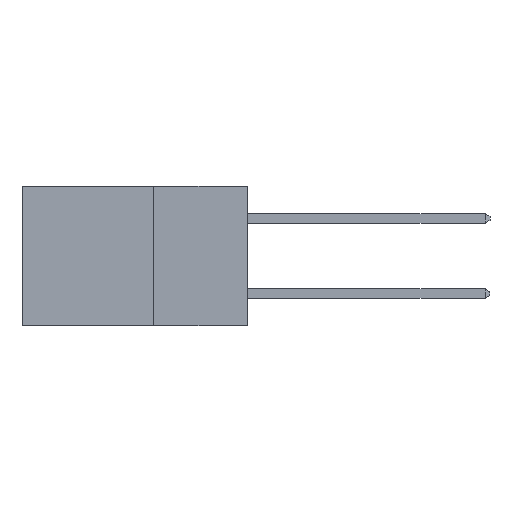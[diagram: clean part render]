
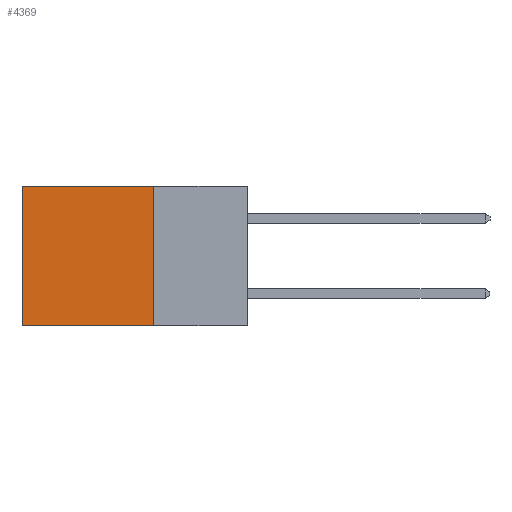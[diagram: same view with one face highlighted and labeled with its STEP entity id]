
A CAD part, left-side view. The second image highlights one B-rep face of the part: STEP entity #4369.
In plain terms, the highlighted planar face has unit normal (-1, 0, 0).
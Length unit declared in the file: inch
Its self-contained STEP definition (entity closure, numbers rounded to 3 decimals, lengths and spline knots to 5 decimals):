
#491 = PLANE ( 'NONE',  #5984 ) ;
#820 = VERTEX_POINT ( 'NONE', #8358 ) ;
#1127 = CARTESIAN_POINT ( 'NONE',  ( 0.298, 0.25, 0. ) ) ;
#1252 = VECTOR ( 'NONE', #2972, 39.37008 ) ;
#2057 = VECTOR ( 'NONE', #9921, 39.37008 ) ;
#2972 = DIRECTION ( 'NONE',  ( 0., 1., 0. ) ) ;
#3164 = EDGE_CURVE ( 'NONE', #820, #7343, #4039, .T. ) ;
#3962 = CARTESIAN_POINT ( 'NONE',  ( 0.298, 0.25, 0. ) ) ;
#4039 = LINE ( 'NONE', #6239, #11061 ) ;
#4297 = FACE_OUTER_BOUND ( 'NONE', #7000, .T. ) ;
#4369 = ADVANCED_FACE ( 'NONE', ( #4297 ), #491, .F. ) ;
#5295 = CARTESIAN_POINT ( 'NONE',  ( 0.298, 0.25, 0. ) ) ;
#5708 = ORIENTED_EDGE ( 'NONE', *, *, #11352, .T. ) ;
#5984 = AXIS2_PLACEMENT_3D ( 'NONE', #3962, #9965, #8718 ) ;
#6219 = DIRECTION ( 'NONE',  ( 0., 1., 0. ) ) ;
#6239 = CARTESIAN_POINT ( 'NONE',  ( 0.298, 0.25, -0.37 ) ) ;
#6763 = EDGE_CURVE ( 'NONE', #10918, #820, #9394, .T. ) ;
#6900 = CARTESIAN_POINT ( 'NONE',  ( 0.298, 0.6, 0. ) ) ;
#7000 = EDGE_LOOP ( 'NONE', ( #5708, #8314, #8584, #10130 ) ) ;
#7343 = VERTEX_POINT ( 'NONE', #9696 ) ;
#7590 = VECTOR ( 'NONE', #11355, 39.37008 ) ;
#8075 = EDGE_CURVE ( 'NONE', #10918, #9519, #11058, .T. ) ;
#8314 = ORIENTED_EDGE ( 'NONE', *, *, #3164, .F. ) ;
#8358 = CARTESIAN_POINT ( 'NONE',  ( 0.298, 0.25, -0.37 ) ) ;
#8584 = ORIENTED_EDGE ( 'NONE', *, *, #6763, .F. ) ;
#8657 = CARTESIAN_POINT ( 'NONE',  ( 0.298, 0.6, 0. ) ) ;
#8718 = DIRECTION ( 'NONE',  ( 0., 0., -1. ) ) ;
#9394 = LINE ( 'NONE', #1127, #2057 ) ;
#9519 = VERTEX_POINT ( 'NONE', #6900 ) ;
#9696 = CARTESIAN_POINT ( 'NONE',  ( 0.298, 0.6, -0.37 ) ) ;
#9921 = DIRECTION ( 'NONE',  ( 0., 0., -1. ) ) ;
#9965 = DIRECTION ( 'NONE',  ( 1., 0., 0. ) ) ;
#10037 = LINE ( 'NONE', #8657, #7590 ) ;
#10130 = ORIENTED_EDGE ( 'NONE', *, *, #8075, .T. ) ;
#10918 = VERTEX_POINT ( 'NONE', #11484 ) ;
#11058 = LINE ( 'NONE', #5295, #1252 ) ;
#11061 = VECTOR ( 'NONE', #6219, 39.37008 ) ;
#11352 = EDGE_CURVE ( 'NONE', #9519, #7343, #10037, .T. ) ;
#11355 = DIRECTION ( 'NONE',  ( 0., 0., -1. ) ) ;
#11484 = CARTESIAN_POINT ( 'NONE',  ( 0.298, 0.25, 0. ) ) ;
